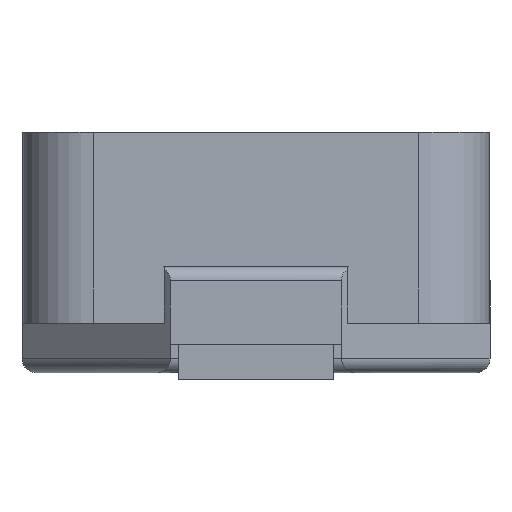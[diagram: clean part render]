
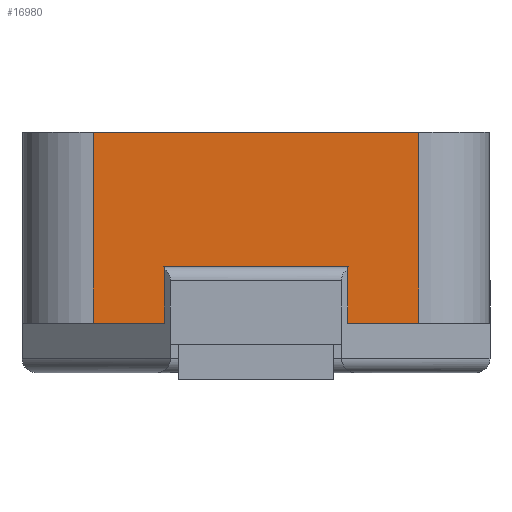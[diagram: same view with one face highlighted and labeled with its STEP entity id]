
A CAD part, left-side view. The second image highlights one B-rep face of the part: STEP entity #16980.
In plain terms, the highlighted planar face has unit normal (-1, 0, 0).
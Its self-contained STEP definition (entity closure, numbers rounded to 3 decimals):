
#344 = DIRECTION ( 'NONE',  ( 0., 0., -1. ) ) ;
#932 = VERTEX_POINT ( 'NONE', #4103 ) ;
#980 = EDGE_CURVE ( 'NONE', #10726, #19881, #7800, .T. ) ;
#1116 = EDGE_CURVE ( 'NONE', #8669, #9003, #10080, .T. ) ;
#1383 = CARTESIAN_POINT ( 'NONE',  ( -3.3, -1.3, 1.6 ) ) ;
#2043 = DIRECTION ( 'NONE',  ( 0., -1., 0. ) ) ;
#2507 = CARTESIAN_POINT ( 'NONE',  ( -3.3, 1.3, 1.6 ) ) ;
#2734 = CARTESIAN_POINT ( 'NONE',  ( -3.3, -3.3, 0.8 ) ) ;
#2868 = EDGE_CURVE ( 'NONE', #9453, #932, #14989, .T. ) ;
#3178 = CARTESIAN_POINT ( 'NONE',  ( -3.3, 1.3, 1.6 ) ) ;
#3547 = CARTESIAN_POINT ( 'NONE',  ( -3.3, 1.3, 1.6 ) ) ;
#3559 = VECTOR ( 'NONE', #19805, 1000. ) ;
#3609 = ORIENTED_EDGE ( 'NONE', *, *, #5446, .T. ) ;
#3885 = DIRECTION ( 'NONE',  ( 1., 0., 0. ) ) ;
#4103 = CARTESIAN_POINT ( 'NONE',  ( -3.3, 1.3, 0.8 ) ) ;
#4304 = CARTESIAN_POINT ( 'NONE',  ( -3.3, -1.3, 1.6 ) ) ;
#5188 = CARTESIAN_POINT ( 'NONE',  ( -3.3, 2.3, 3.5 ) ) ;
#5446 = EDGE_CURVE ( 'NONE', #19881, #9003, #10599, .T. ) ;
#7033 = VECTOR ( 'NONE', #17694, 1000. ) ;
#7211 = EDGE_CURVE ( 'NONE', #9540, #11417, #10551, .T. ) ;
#7672 = VECTOR ( 'NONE', #20823, 1000. ) ;
#7766 = VECTOR ( 'NONE', #18502, 1000. ) ;
#7800 = LINE ( 'NONE', #2734, #7672 ) ;
#7985 = CARTESIAN_POINT ( 'NONE',  ( -3.3, -3.3, 3.5 ) ) ;
#8407 = DIRECTION ( 'NONE',  ( 0., 0., -1. ) ) ;
#8669 = VERTEX_POINT ( 'NONE', #5188 ) ;
#8919 = EDGE_LOOP ( 'NONE', ( #15066, #17404, #18987, #20513, #10632, #3609, #16342, #19386 ) ) ;
#9003 = VERTEX_POINT ( 'NONE', #10425 ) ;
#9185 = LINE ( 'NONE', #20401, #7766 ) ;
#9453 = VERTEX_POINT ( 'NONE', #9708 ) ;
#9530 = CARTESIAN_POINT ( 'NONE',  ( -3.3, -1.3, 0.8 ) ) ;
#9540 = VERTEX_POINT ( 'NONE', #4304 ) ;
#9708 = CARTESIAN_POINT ( 'NONE',  ( -3.3, 2.3, 0.8 ) ) ;
#9913 = EDGE_CURVE ( 'NONE', #9540, #10726, #15943, .T. ) ;
#10080 = LINE ( 'NONE', #7985, #14619 ) ;
#10318 = CARTESIAN_POINT ( 'NONE',  ( -3.3, -2.3, 0.8 ) ) ;
#10425 = CARTESIAN_POINT ( 'NONE',  ( -3.3, -2.3, 3.5 ) ) ;
#10551 = LINE ( 'NONE', #2507, #20540 ) ;
#10599 = LINE ( 'NONE', #17088, #7033 ) ;
#10632 = ORIENTED_EDGE ( 'NONE', *, *, #980, .T. ) ;
#10726 = VERTEX_POINT ( 'NONE', #9530 ) ;
#11417 = VERTEX_POINT ( 'NONE', #3178 ) ;
#11598 = LINE ( 'NONE', #3547, #17240 ) ;
#11758 = VECTOR ( 'NONE', #15068, 1000. ) ;
#12001 = CARTESIAN_POINT ( 'NONE',  ( -3.3, -3.3, 0.8 ) ) ;
#13232 = CARTESIAN_POINT ( 'NONE',  ( -3.3, -3.3, 3.5 ) ) ;
#14619 = VECTOR ( 'NONE', #2043, 1000. ) ;
#14723 = PLANE ( 'NONE',  #16910 ) ;
#14989 = LINE ( 'NONE', #12001, #3559 ) ;
#15066 = ORIENTED_EDGE ( 'NONE', *, *, #2868, .T. ) ;
#15068 = DIRECTION ( 'NONE',  ( 0., 0., -1. ) ) ;
#15443 = DIRECTION ( 'NONE',  ( 0., 1., 0. ) ) ;
#15943 = LINE ( 'NONE', #1383, #11758 ) ;
#16038 = EDGE_CURVE ( 'NONE', #8669, #9453, #9185, .T. ) ;
#16331 = EDGE_CURVE ( 'NONE', #11417, #932, #11598, .T. ) ;
#16342 = ORIENTED_EDGE ( 'NONE', *, *, #1116, .F. ) ;
#16910 = AXIS2_PLACEMENT_3D ( 'NONE', #13232, #3885, #344 ) ;
#16980 = ADVANCED_FACE ( 'NONE', ( #17887 ), #14723, .F. ) ;
#17088 = CARTESIAN_POINT ( 'NONE',  ( -3.3, -2.3, 3.5 ) ) ;
#17240 = VECTOR ( 'NONE', #8407, 1000. ) ;
#17404 = ORIENTED_EDGE ( 'NONE', *, *, #16331, .F. ) ;
#17694 = DIRECTION ( 'NONE',  ( 0., 0., 1. ) ) ;
#17887 = FACE_OUTER_BOUND ( 'NONE', #8919, .T. ) ;
#18502 = DIRECTION ( 'NONE',  ( 0., 0., -1. ) ) ;
#18987 = ORIENTED_EDGE ( 'NONE', *, *, #7211, .F. ) ;
#19386 = ORIENTED_EDGE ( 'NONE', *, *, #16038, .T. ) ;
#19805 = DIRECTION ( 'NONE',  ( 0., -1., 0. ) ) ;
#19881 = VERTEX_POINT ( 'NONE', #10318 ) ;
#20401 = CARTESIAN_POINT ( 'NONE',  ( -3.3, 2.3, 3.5 ) ) ;
#20513 = ORIENTED_EDGE ( 'NONE', *, *, #9913, .T. ) ;
#20540 = VECTOR ( 'NONE', #15443, 1000. ) ;
#20823 = DIRECTION ( 'NONE',  ( 0., -1., 0. ) ) ;
